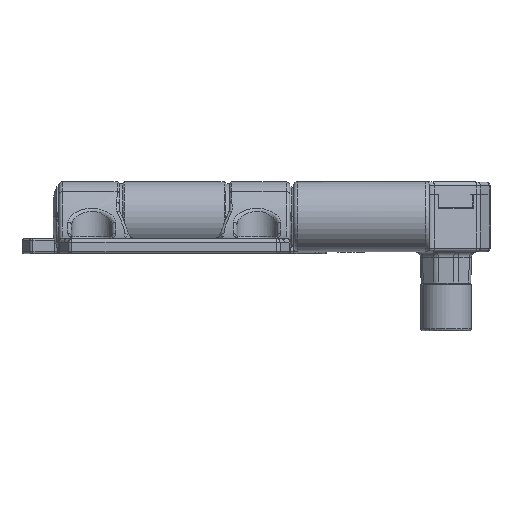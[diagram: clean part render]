
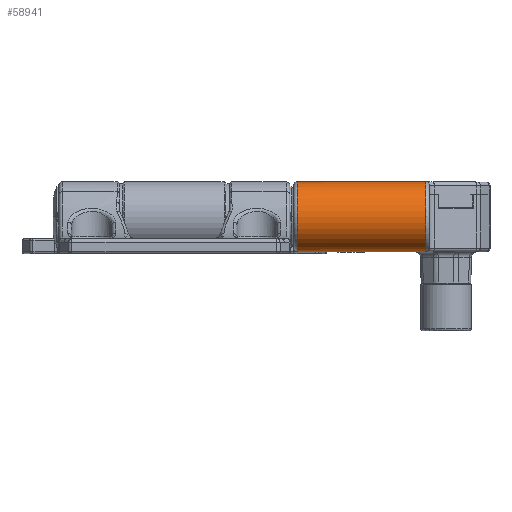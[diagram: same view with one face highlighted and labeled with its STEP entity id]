
A CAD part, top view. The second image highlights one B-rep face of the part: STEP entity #58941.
In plain terms, the highlighted cylindrical face has radius 9.5 mm (diameter 19 mm), a partial arc.
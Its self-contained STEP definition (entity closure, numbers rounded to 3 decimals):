
#29979=CARTESIAN_POINT('',(33.5,0.,0.));
#29980=DIRECTION('',(1.,0.,0.));
#29981=DIRECTION('',(0.,1.,0.));
#29982=AXIS2_PLACEMENT_3D('',#29979,#29980,#29981);
#29984=CARTESIAN_POINT('',(33.5,0.,0.));
#29985=DIRECTION('',(1.,0.,0.));
#29986=DIRECTION('',(0.,1.,0.017));
#29987=AXIS2_PLACEMENT_3D('',#29984,#29985,#29986);
#29989=CARTESIAN_POINT('',(33.5,0.,0.));
#29990=DIRECTION('',(1.,0.,0.));
#29991=DIRECTION('',(0.,0.,1.));
#29992=AXIS2_PLACEMENT_3D('',#29989,#29990,#29991);
#29999=DIRECTION('',(-1.,0.,0.));
#30000=VECTOR('',#29999,35.);
#30001=CARTESIAN_POINT('',(68.5,-9.5,0.));
#30002=LINE('',#30001,#30000);
#30003=DIRECTION('',(1.,0.,0.));
#30004=VECTOR('',#30003,35.);
#30005=CARTESIAN_POINT('',(33.5,9.5,0.));
#30006=LINE('',#30005,#30004);
#30012=CARTESIAN_POINT('',(68.5,0.,0.));
#30013=DIRECTION('',(-1.,0.,0.));
#30014=DIRECTION('',(0.,-1.,0.));
#30015=AXIS2_PLACEMENT_3D('',#30012,#30013,#30014);
#30017=CARTESIAN_POINT('',(68.5,0.,0.));
#30018=DIRECTION('',(-1.,0.,0.));
#30019=DIRECTION('',(0.,-1.,0.012));
#30020=AXIS2_PLACEMENT_3D('',#30017,#30018,#30019);
#30022=CARTESIAN_POINT('',(68.5,0.,0.));
#30023=DIRECTION('',(-1.,0.,0.));
#30024=DIRECTION('',(0.,0.,1.));
#30025=AXIS2_PLACEMENT_3D('',#30022,#30023,#30024);
#47809=CARTESIAN_POINT('',(33.5,9.5,0.));
#47810=VERTEX_POINT('',#47809);
#47831=CARTESIAN_POINT('',(68.5,9.5,0.));
#47832=VERTEX_POINT('',#47831);
#48061=CARTESIAN_POINT('',(33.5,-9.5,0.));
#48062=VERTEX_POINT('',#48061);
#48063=CARTESIAN_POINT('',(68.5,-9.5,0.));
#48064=VERTEX_POINT('',#48063);
#49806=CARTESIAN_POINT('',(68.5,0.,9.5));
#49807=VERTEX_POINT('',#49806);
#49808=CARTESIAN_POINT('',(68.5,-9.499,0.117));
#49809=VERTEX_POINT('',#49808);
#49810=CARTESIAN_POINT('',(33.5,0.,9.5));
#49811=VERTEX_POINT('',#49810);
#49812=CARTESIAN_POINT('',(33.5,9.499,0.166));
#49813=VERTEX_POINT('',#49812);
#58922=CARTESIAN_POINT('',(32.5,0.,0.));
#58923=DIRECTION('',(1.,0.,0.));
#58924=DIRECTION('',(0.,0.,-1.));
#58925=AXIS2_PLACEMENT_3D('',#58922,#58923,#58924);
#58926=CYLINDRICAL_SURFACE('',#58925,9.5);
#58928=ORIENTED_EDGE('',*,*,#58927,.F.);
#58930=ORIENTED_EDGE('',*,*,#58929,.F.);
#58932=ORIENTED_EDGE('',*,*,#58931,.F.);
#58934=ORIENTED_EDGE('',*,*,#58933,.T.);
#58935=ORIENTED_EDGE('',*,*,#58915,.F.);
#58936=ORIENTED_EDGE('',*,*,#58913,.F.);
#58937=ORIENTED_EDGE('',*,*,#58911,.F.);
#58938=ORIENTED_EDGE('',*,*,#58839,.T.);
#58939=EDGE_LOOP('',(#58928,#58930,#58932,#58934,#58935,#58936,#58937,#58938));
#58940=FACE_OUTER_BOUND('',#58939,.F.);
#58941=ADVANCED_FACE('',(#58940),#58926,.T.);
#29983=CIRCLE('',#29982,9.5);
#29988=CIRCLE('',#29987,9.5);
#29993=CIRCLE('',#29992,9.5);
#30016=CIRCLE('',#30015,9.5);
#30021=CIRCLE('',#30020,9.5);
#30026=CIRCLE('',#30025,9.5);
#58839=EDGE_CURVE('',#47810,#47832,#30006,.T.);
#58911=EDGE_CURVE('',#47810,#49813,#29983,.T.);
#58913=EDGE_CURVE('',#49813,#49811,#29988,.T.);
#58915=EDGE_CURVE('',#49811,#48062,#29993,.T.);
#58927=EDGE_CURVE('',#49807,#47832,#30026,.T.);
#58929=EDGE_CURVE('',#49809,#49807,#30021,.T.);
#58931=EDGE_CURVE('',#48064,#49809,#30016,.T.);
#58933=EDGE_CURVE('',#48064,#48062,#30002,.T.);
